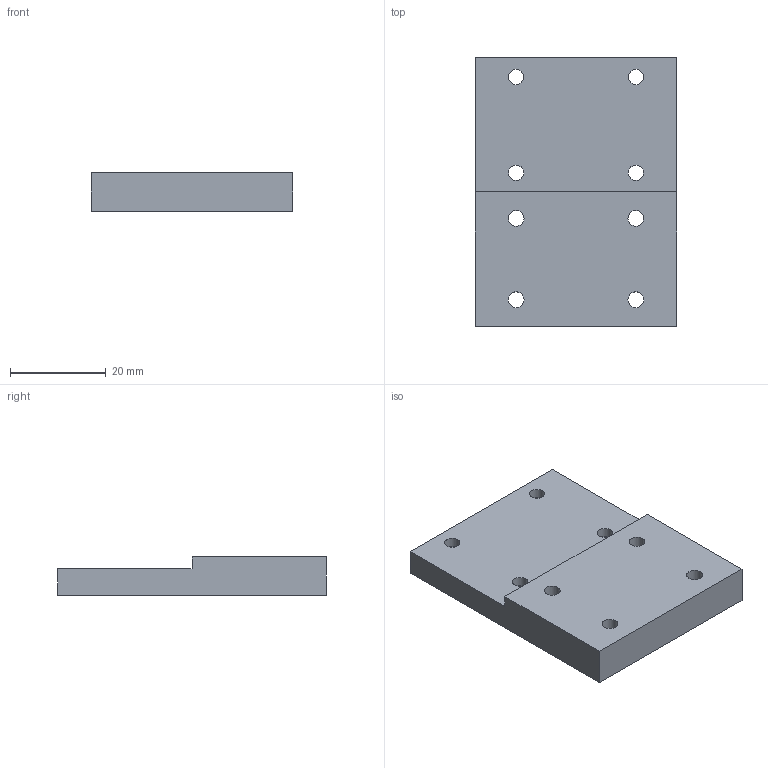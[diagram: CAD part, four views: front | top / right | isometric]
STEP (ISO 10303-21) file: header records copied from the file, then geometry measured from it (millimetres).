
FILE_DESCRIPTION(/* description */ (''),/* implementation_level */ '2;1');
FILE_NAME(/* name */ 'Klemmhalter Quersupport v1.step',/* time_stamp */ '2020-01-23T18:48:12+01:00',/* author */ (''),/* organization */ (''),/* preprocessor_version */ 'ST-DEVELOPER v18',/* originating_system */ 'Autodesk Translation Framework v8.6.0.1094',/* authorisation */ '');
FILE_SCHEMA (('AUTOMOTIVE_DESIGN { 1 0 10303 214 3 1 1 }'));
Length unit declared in the file: millimetre
Products named in the file (1): Klemmhalter Quersupport
Bounding box: 42 x 56 x 8 mm (x, y, z)
Volume: 15083.5 mm3; surface area: 6693.2 mm2
Topology: 1 solids, 1 shells, 24 faces, 74 edges, 56 vertices
Faces by surface type: plane 12, cylinder 12
Full cylindrical faces by diameter (mm): 3.2 x4, 3.3 x4, 6.5 x4
Entity records: 958 total; most frequent: DIRECTION 168, CARTESIAN_POINT 155, ORIENTED_EDGE 148, EDGE_CURVE 74, AXIS2_PLACEMENT_3D 69, VERTEX_POINT 56, CIRCLE 44, EDGE_LOOP 44
